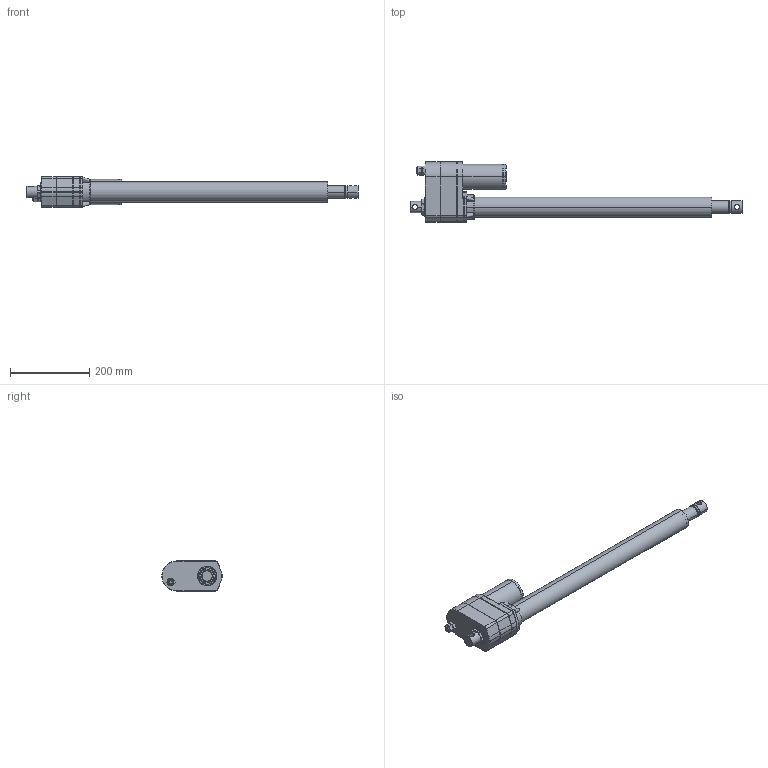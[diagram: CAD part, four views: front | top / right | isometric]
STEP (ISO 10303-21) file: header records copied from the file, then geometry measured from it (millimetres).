
FILE_DESCRIPTION (( 'STEP AP214' ), '1' );
FILE_NAME ('Glideforce 18in 1000lbs Linear Actuator GF17-121018-1-65 STEP.STEP', '2020-11-21T04:47:28', ( '' ), ( '' ), 'SwSTEP 2.0', 'SolidWorks 2020', '' );
FILE_SCHEMA (( 'AUTOMOTIVE_DESIGN' ));
Length unit declared in the file: inch
Products named in the file (3): Glideforce 18in 1000lbs Linear Actuator GF17-121018-1-65 STEP; Linear Actuator Base; Linear Actuator Rod
Assembly tree (2 placements, depth 2):
  Glideforce 18in 1000lbs Linear Actuator GF17-121018-1-65 STEP
    Linear Actuator Base
    Linear Actuator Rod
Bounding box: 838.2 x 152.4 x 76.2 mm (x, y, z)
Volume: 2870114.9 mm3; surface area: 331459.8 mm2
Topology: 6 solids, 6 shells, 637 faces, 1754 edges, 1148 vertices
Faces by surface type: plane 446, cylinder 101, torus 52, bspline 26, cone 12
Entity records: 22645 total; most frequent: CARTESIAN_POINT 5773, DIRECTION 3542, ORIENTED_EDGE 3504, EDGE_CURVE 1752, AXIS2_PLACEMENT_3D 1267, VERTEX_POINT 1148, VECTOR 1008, LINE 1008
